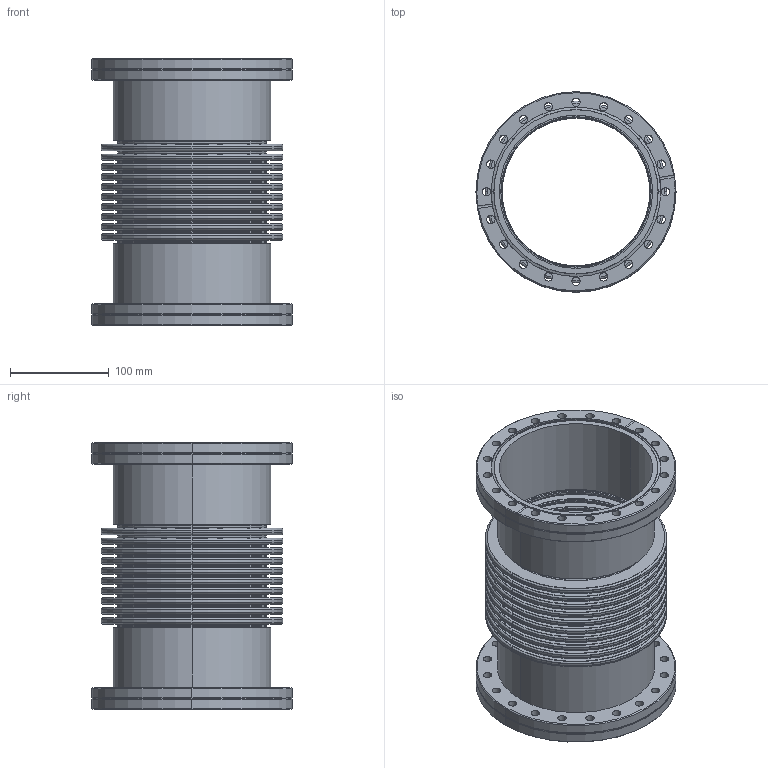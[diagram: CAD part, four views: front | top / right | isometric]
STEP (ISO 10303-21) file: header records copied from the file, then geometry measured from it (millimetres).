
FILE_DESCRIPTION (( 'STEP AP214' ), '1' );
FILE_NAME ('420SFK160-270.stp', '2017-05-31T11:44:15', ( '' ), ( '' ), 'SwSTEP 2.0', 'SolidWorks 2015', '' );
FILE_SCHEMA (( 'AUTOMOTIVE_DESIGN' ));
Length unit declared in the file: millimetre
Products named in the file (1): 420SFK160-270
Bounding box: 202.4 x 202.4 x 270 mm (x, y, z)
Volume: 732405.5 mm3; surface area: 707034.9 mm2
Topology: 1 solids, 2 shells, 456 faces, 1004 edges, 600 vertices
Faces by surface type: cylinder 196, torus 186, plane 56, cone 18
Entity records: 18090 total; most frequent: DIRECTION 2688, CARTESIAN_POINT 2189, ORIENTED_EDGE 2008, AXIS2_PLACEMENT_3D 1235, EDGE_CURVE 1004, CIRCLE 778, VERTEX_POINT 600, EDGE_LOOP 588
